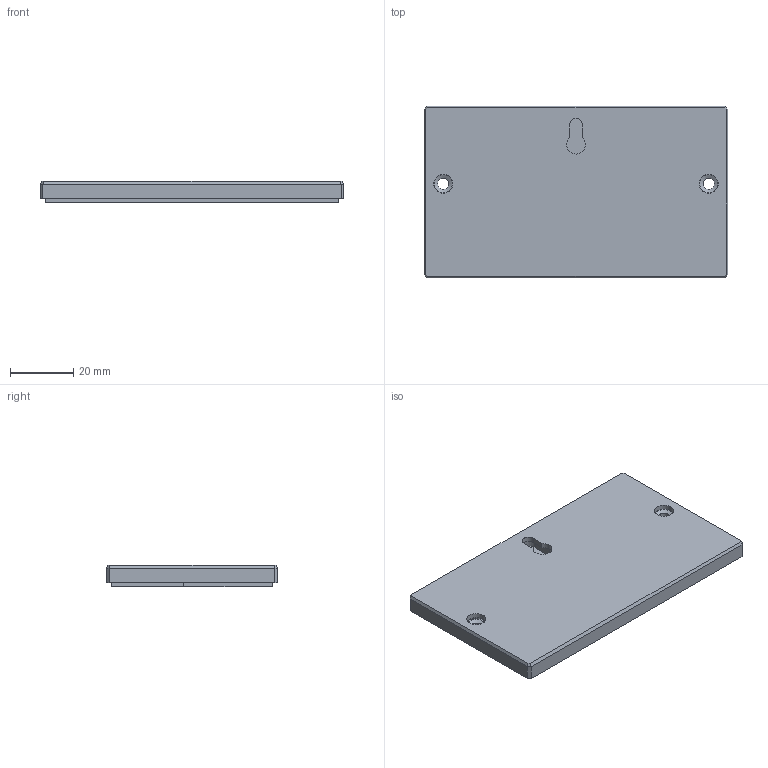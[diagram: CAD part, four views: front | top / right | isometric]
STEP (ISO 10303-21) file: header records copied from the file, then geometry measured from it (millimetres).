
FILE_DESCRIPTION(('FreeCAD Model'),'2;1');
FILE_NAME('Open CASCADE Shape Model','2024-08-29T12:36:35',('Author'),( ''),'Open CASCADE STEP processor 7.6','FreeCAD','Unknown');
FILE_SCHEMA(('AP242_MANAGED_MODEL_BASED_3D_ENGINEERING_MIM_LF. {1 0 10303 442 1 1 4 }'));
Length unit declared in the file: millimetre
Products named in the file (1): Низ
Bounding box: 96.2 x 54.2 x 6.9 mm (x, y, z)
Volume: 13128.8 mm3; surface area: 14399.3 mm2
Topology: 1 solids, 1 shells, 75 faces, 175 edges, 107 vertices
Faces by surface type: plane 58, cylinder 14, cone 3
Full cylindrical faces by diameter (mm): 3.6 x2, 6 x2
Entity records: 2123 total; most frequent: DIRECTION 363, CARTESIAN_POINT 359, ORIENTED_EDGE 350, EDGE_CURVE 175, LINE 137, VECTOR 137, AXIS2_PLACEMENT_3D 113, VERTEX_POINT 107
